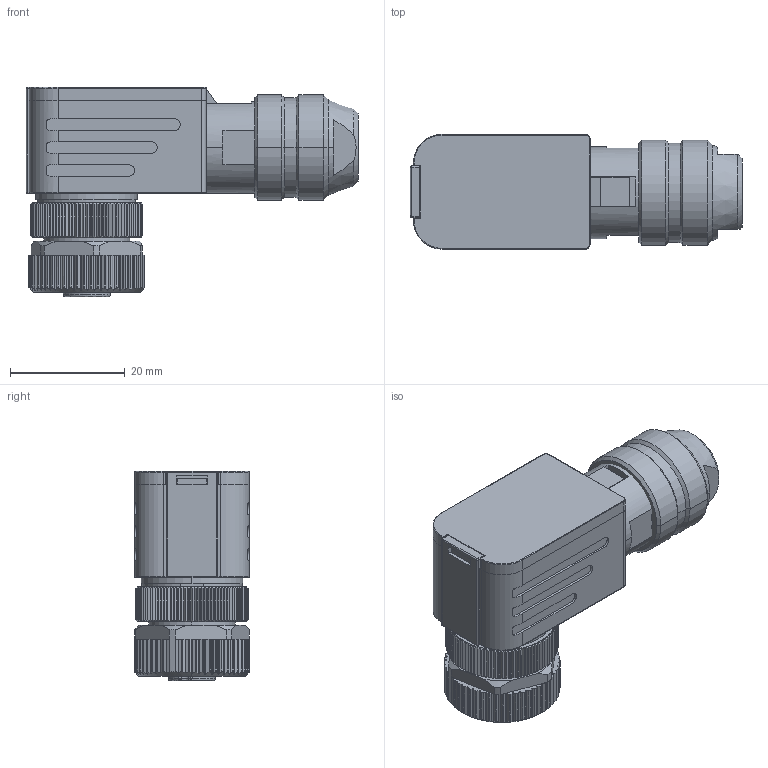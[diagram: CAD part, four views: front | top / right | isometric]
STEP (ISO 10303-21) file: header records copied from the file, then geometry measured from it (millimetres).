
FILE_DESCRIPTION (( 'STEP AP214' ), '1' );
FILE_NAME ('M12FT8AF90S.STEP', '2019-02-28T15:51:23', ( '' ), ( '' ), 'SwSTEP 2.0', 'SolidWorks 2017', '' );
FILE_SCHEMA (( 'AUTOMOTIVE_DESIGN' ));
Length unit declared in the file: millimetre
Products named in the file (1): M12FT8AF90S
Bounding box: 57.9 x 20.18 x 36.5 mm (x, y, z)
Volume: 11322.8 mm3; surface area: 16947.2 mm2
Topology: 9 solids, 9 shells, 1299 faces, 3253 edges, 1969 vertices
Faces by surface type: plane 570, cylinder 373, cone 268, bspline 58, torus 30
Entity records: 41916 total; most frequent: CARTESIAN_POINT 12138, ORIENTED_EDGE 6462, DIRECTION 5886, EDGE_CURVE 3231, AXIS2_PLACEMENT_3D 2243, VERTEX_POINT 1969, VECTOR 1400, LINE 1400
